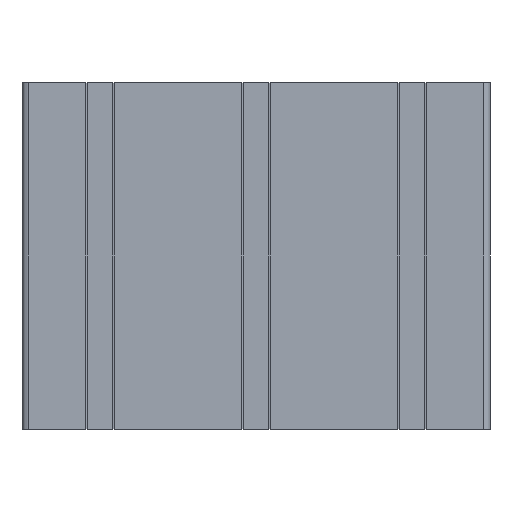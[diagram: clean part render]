
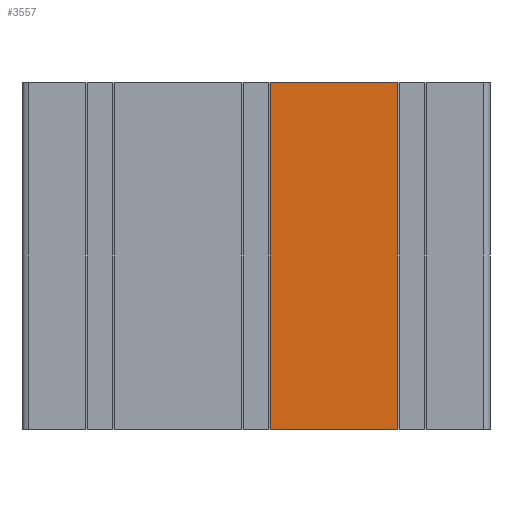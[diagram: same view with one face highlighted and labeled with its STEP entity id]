
A CAD part, front view. The second image highlights one B-rep face of the part: STEP entity #3557.
In plain terms, the highlighted planar face has unit normal (0, -1, 0).
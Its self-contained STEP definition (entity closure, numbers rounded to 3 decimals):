
#3501=CARTESIAN_POINT('',(40.85,-22.5,100.0));
#3502=VERTEX_POINT('',#3501);
#3509=CARTESIAN_POINT('',(40.85,-22.5,0.0));
#3510=VERTEX_POINT('',#3509);
#3511=CARTESIAN_POINT('',(40.85,-22.5,0.0));
#3512=DIRECTION('',(0.0,0.0,1.0));
#3513=VECTOR('',#3512,100.0);
#3514=LINE('',#3511,#3513);
#3515=EDGE_CURVE('',#3510,#3502,#3514,.T.);
#3527=CARTESIAN_POINT('',(40.85,-22.5,0.0));
#3528=DIRECTION('',(0.0,-1.0,0.0));
#3529=DIRECTION('',(0.0,0.0,-1.0));
#3530=AXIS2_PLACEMENT_3D('',#3527,#3528,#3529);
#3531=PLANE('',#3530);
#3532=CARTESIAN_POINT('',(4.15,-22.5,100.0));
#3533=VERTEX_POINT('',#3532);
#3534=CARTESIAN_POINT('',(40.85,-22.5,100.0));
#3535=DIRECTION('',(-1.0,0.0,0.0));
#3536=VECTOR('',#3535,36.7);
#3537=LINE('',#3534,#3536);
#3538=EDGE_CURVE('',#3502,#3533,#3537,.T.);
#3539=ORIENTED_EDGE('',*,*,#3538,.T.);
#3540=CARTESIAN_POINT('',(4.15,-22.5,0.0));
#3541=VERTEX_POINT('',#3540);
#3542=CARTESIAN_POINT('',(4.15,-22.5,0.0));
#3543=DIRECTION('',(0.0,0.0,1.0));
#3544=VECTOR('',#3543,100.0);
#3545=LINE('',#3542,#3544);
#3546=EDGE_CURVE('',#3541,#3533,#3545,.T.);
#3547=ORIENTED_EDGE('',*,*,#3546,.F.);
#3548=CARTESIAN_POINT('',(40.85,-22.5,0.0));
#3549=DIRECTION('',(-1.0,0.0,0.0));
#3550=VECTOR('',#3549,36.7);
#3551=LINE('',#3548,#3550);
#3552=EDGE_CURVE('',#3510,#3541,#3551,.T.);
#3553=ORIENTED_EDGE('',*,*,#3552,.F.);
#3554=ORIENTED_EDGE('',*,*,#3515,.T.);
#3555=EDGE_LOOP('',(#3539,#3547,#3553,#3554));
#3556=FACE_OUTER_BOUND('',#3555,.T.);
#3557=ADVANCED_FACE('',(#3556),#3531,.T.);
